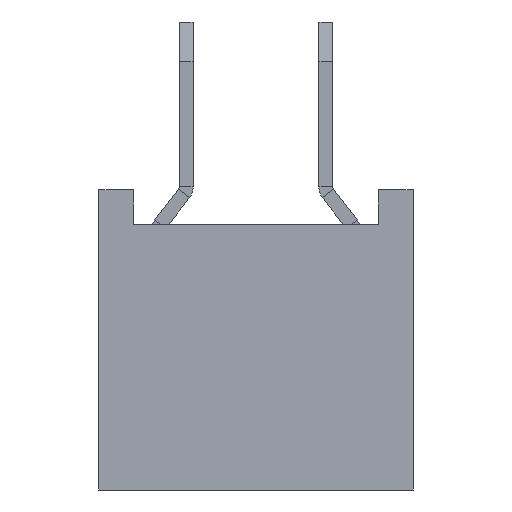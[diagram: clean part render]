
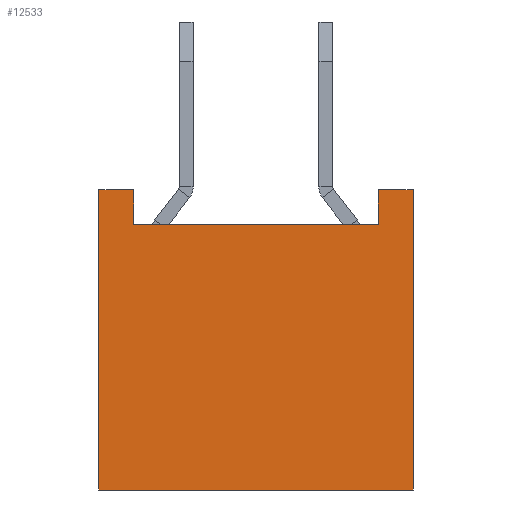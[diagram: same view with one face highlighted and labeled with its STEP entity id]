
A CAD part, left-side view. The second image highlights one B-rep face of the part: STEP entity #12533.
In plain terms, the highlighted planar face has unit normal (-1, 0, 0).
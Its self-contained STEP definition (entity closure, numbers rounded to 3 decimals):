
#578 = ORIENTED_EDGE ( 'NONE', *, *, #16598, .F. ) ;
#1042 = DIRECTION ( 'NONE',  ( 0., 0., -1. ) ) ;
#1284 = VERTEX_POINT ( 'NONE', #27061 ) ;
#1685 = VECTOR ( 'NONE', #32481, 1000. ) ;
#1694 = LINE ( 'NONE', #12374, #11885 ) ;
#2445 = VERTEX_POINT ( 'NONE', #16069 ) ;
#2464 = DIRECTION ( 'NONE',  ( 0., 0., 1. ) ) ;
#2697 = CARTESIAN_POINT ( 'NONE',  ( 13.75, -2.25, 4.3 ) ) ;
#2731 = EDGE_CURVE ( 'NONE', #2445, #12566, #1694, .T. ) ;
#2843 = EDGE_CURVE ( 'NONE', #30816, #32203, #10777, .T. ) ;
#2866 = DIRECTION ( 'NONE',  ( 1., 0., 0. ) ) ;
#3569 = ORIENTED_EDGE ( 'NONE', *, *, #2843, .T. ) ;
#3584 = CARTESIAN_POINT ( 'NONE',  ( 13.75, 2.25, 0. ) ) ;
#3662 = CARTESIAN_POINT ( 'NONE',  ( 13.75, 1.75, 3.8 ) ) ;
#4217 = DIRECTION ( 'NONE',  ( 0., -1., 0. ) ) ;
#5010 = CARTESIAN_POINT ( 'NONE',  ( 13.75, -2.25, 0. ) ) ;
#5776 = AXIS2_PLACEMENT_3D ( 'NONE', #34405, #2866, #15825 ) ;
#8042 = CARTESIAN_POINT ( 'NONE',  ( 13.75, -1.75, 4.3 ) ) ;
#8254 = LINE ( 'NONE', #34551, #13430 ) ;
#8352 = ORIENTED_EDGE ( 'NONE', *, *, #2731, .F. ) ;
#8543 = EDGE_LOOP ( 'NONE', ( #8352, #32535, #9663, #578, #25787, #9200, #3569, #11948 ) ) ;
#9200 = ORIENTED_EDGE ( 'NONE', *, *, #14657, .F. ) ;
#9387 = LINE ( 'NONE', #9741, #14119 ) ;
#9663 = ORIENTED_EDGE ( 'NONE', *, *, #33958, .F. ) ;
#9741 = CARTESIAN_POINT ( 'NONE',  ( 13.75, 2.25, 4.3 ) ) ;
#10555 = DIRECTION ( 'NONE',  ( 0., -1., 0. ) ) ;
#10777 = LINE ( 'NONE', #15861, #1685 ) ;
#11366 = LINE ( 'NONE', #32560, #19014 ) ;
#11885 = VECTOR ( 'NONE', #18138, 1000. ) ;
#11926 = LINE ( 'NONE', #25741, #27454 ) ;
#11948 = ORIENTED_EDGE ( 'NONE', *, *, #13108, .F. ) ;
#12374 = CARTESIAN_POINT ( 'NONE',  ( 13.75, 0., 4.3 ) ) ;
#12533 = ADVANCED_FACE ( 'NONE', ( #26691 ), #23702, .F. ) ;
#12566 = VERTEX_POINT ( 'NONE', #2697 ) ;
#13108 = EDGE_CURVE ( 'NONE', #12566, #32203, #32754, .T. ) ;
#13430 = VECTOR ( 'NONE', #10555, 1000. ) ;
#14119 = VECTOR ( 'NONE', #25863, 1000. ) ;
#14657 = EDGE_CURVE ( 'NONE', #30816, #16859, #9387, .T. ) ;
#15781 = VECTOR ( 'NONE', #32241, 1000. ) ;
#15825 = DIRECTION ( 'NONE',  ( 0., 1., 0. ) ) ;
#15861 = CARTESIAN_POINT ( 'NONE',  ( 13.75, 20.568, 0. ) ) ;
#16069 = CARTESIAN_POINT ( 'NONE',  ( 13.75, -1.75, 4.3 ) ) ;
#16291 = CARTESIAN_POINT ( 'NONE',  ( 13.75, -2.25, 4.3 ) ) ;
#16598 = EDGE_CURVE ( 'NONE', #1284, #25700, #11366, .T. ) ;
#16859 = VERTEX_POINT ( 'NONE', #32141 ) ;
#16935 = VERTEX_POINT ( 'NONE', #21786 ) ;
#18138 = DIRECTION ( 'NONE',  ( 0., -1., 0. ) ) ;
#19014 = VECTOR ( 'NONE', #1042, 1000. ) ;
#19789 = EDGE_CURVE ( 'NONE', #16859, #1284, #8254, .T. ) ;
#20246 = VECTOR ( 'NONE', #2464, 1000. ) ;
#21179 = LINE ( 'NONE', #8042, #20246 ) ;
#21786 = CARTESIAN_POINT ( 'NONE',  ( 13.75, -1.75, 3.8 ) ) ;
#23702 = PLANE ( 'NONE',  #5776 ) ;
#25700 = VERTEX_POINT ( 'NONE', #3662 ) ;
#25741 = CARTESIAN_POINT ( 'NONE',  ( 13.75, 1.75, 3.8 ) ) ;
#25787 = ORIENTED_EDGE ( 'NONE', *, *, #19789, .F. ) ;
#25863 = DIRECTION ( 'NONE',  ( 0., 0., 1. ) ) ;
#26691 = FACE_OUTER_BOUND ( 'NONE', #8543, .T. ) ;
#27061 = CARTESIAN_POINT ( 'NONE',  ( 13.75, 1.75, 4.3 ) ) ;
#27454 = VECTOR ( 'NONE', #4217, 1000. ) ;
#30816 = VERTEX_POINT ( 'NONE', #3584 ) ;
#32141 = CARTESIAN_POINT ( 'NONE',  ( 13.75, 2.25, 4.3 ) ) ;
#32203 = VERTEX_POINT ( 'NONE', #5010 ) ;
#32241 = DIRECTION ( 'NONE',  ( 0., 0., -1. ) ) ;
#32481 = DIRECTION ( 'NONE',  ( 0., -1., 0. ) ) ;
#32535 = ORIENTED_EDGE ( 'NONE', *, *, #32997, .F. ) ;
#32560 = CARTESIAN_POINT ( 'NONE',  ( 13.75, 1.75, 4.3 ) ) ;
#32754 = LINE ( 'NONE', #16291, #15781 ) ;
#32997 = EDGE_CURVE ( 'NONE', #16935, #2445, #21179, .T. ) ;
#33958 = EDGE_CURVE ( 'NONE', #25700, #16935, #11926, .T. ) ;
#34405 = CARTESIAN_POINT ( 'NONE',  ( 13.75, 20.568, 10. ) ) ;
#34551 = CARTESIAN_POINT ( 'NONE',  ( 13.75, 0., 4.3 ) ) ;
